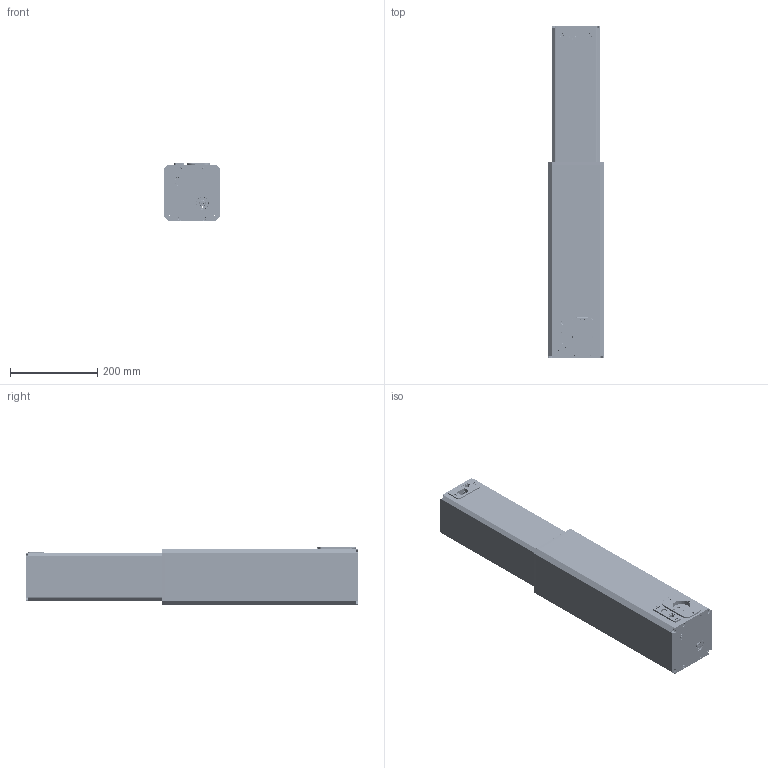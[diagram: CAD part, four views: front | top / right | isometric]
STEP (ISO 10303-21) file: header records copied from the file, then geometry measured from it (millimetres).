
FILE_DESCRIPTION (( 'STEP AP203' ), '1' );
FILE_NAME ('TL27AC_cleaned.STEP', '2018-09-18T05:54:51', ( '' ), ( '' ), 'SwSTEP 2.0', 'SolidWorks 2015', '' );
FILE_SCHEMA (( 'CONFIG_CONTROL_DESIGN' ));
Length unit declared in the file: millimetre
Products named in the file (29): 6PIN; 6PINPCB; 三維零件圖-31605-810-豎型插座?控盒下蓋-0; 三維零件圖-32905-517-L型墊片-A; 三維零件圖-31605-748-單插座?控盒上蓋; 瞎磁璃2^TL27AC_cleaned; 10102-005010-11-圓頭十字螺絲; 33903-378-10-杻庨蹟緲; 三維零件圖-32209-69-中層管-0; 三維零件圖-32905-516-外層管護蓋-A; 悵蕔緲; 三維零件圖-32906-354-底蓋-A1; 三維零件圖-32209-70-外層管-0; 33903-087-8-鼠秶蹟緲; 瞎磁璃1^TL27AC_cleaned; 三維零件圖-31605-805-?控盒上蓋-A; E-08-K; 三維零件圖-31605-806-?控盒下蓋-A; 三維零件圖-33903-215-12-自攻螺絲; 三維零件圖-31605-749-單插座?控盒下蓋; 三維零件圖-33105-046-耐磨墊片; RF-2004; 33903-212-12-鼠秶蹟緲; 40404-643-RJ45_默_; 三維零件圖-33410-060-橡膠塞-A; TL27AC_cleaned; 悵蕔緲嘐隅殤; 三維零件圖-32906-353-上蓋-A1; 三維零件圖-31605-809-豎型插座?控盒上蓋-0
Assembly tree (66 placements, depth 3):
  TL27AC_cleaned
    三維零件圖-32209-69-中層管-0
    三維零件圖-32209-70-外層管-0
    三維零件圖-32905-516-外層管護蓋-A
    三維零件圖-32906-353-上蓋-A1
    三維零件圖-32906-354-底蓋-A1
    三維零件圖-31605-806-?控盒下蓋-A
    三維零件圖-31605-805-?控盒上蓋-A
    40404-643-RJ45_默_
    RF-2004
    悵蕔緲嘐隅殤
    悵蕔緲
    瞎磁璃1^TL27AC_cleaned
      三維零件圖-31605-748-單插座?控盒上蓋
      三維零件圖-31605-749-單插座?控盒下蓋
      E-08-K
    瞎磁璃2^TL27AC_cleaned
      三維零件圖-31605-810-豎型插座?控盒下蓋-0
      40404-643-RJ45_默_
      6PINPCB
      6PIN
      三維零件圖-31605-809-豎型插座?控盒上蓋-0
    三維零件圖-33410-060-橡膠塞-A  x4
    三維零件圖-33105-046-耐磨墊片  x5
    三維零件圖-32905-517-L型墊片-A  x4
    33903-378-10-杻庨蹟緲  x2
    三維零件圖-33903-215-12-自攻螺絲  x8
    33903-212-12-鼠秶蹟緲  x12
    10102-005010-11-圓頭十字螺絲  x4
    33903-087-8-鼠秶蹟緲  x6
Bounding box: 129 x 762.68 x 133 mm (x, y, z)
Volume: 2275867.8 mm3; surface area: 1121235.6 mm2
Topology: 64 solids, 64 shells, 7046 faces, 17907 edges, 11094 vertices
Faces by surface type: plane 2725, cylinder 2557, torus 1001, cone 358, bspline 262, sphere 143
Entity records: 151963 total; most frequent: CARTESIAN_POINT 37941, ORIENTED_EDGE 23298, DIRECTION 23067, EDGE_CURVE 11649, AXIS2_PLACEMENT_3D 8144, VERTEX_POINT 7346, VECTOR 6779, LINE 6779
